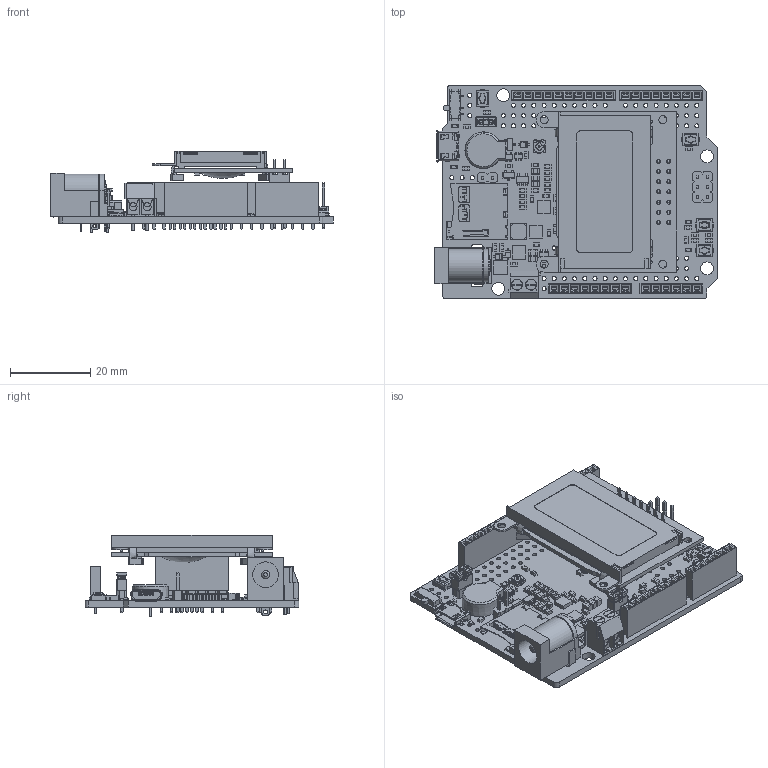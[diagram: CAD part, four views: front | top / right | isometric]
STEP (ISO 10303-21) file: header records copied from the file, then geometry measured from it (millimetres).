
FILE_DESCRIPTION (( 'STEP AP214' ), '1' );
FILE_NAME ('a-star-32u4-prime-lv.step', '2017-08-10T22:48:19', ( '' ), ( '' ), 'SwSTEP 2.0', 'SolidWorks 2016', '' );
FILE_SCHEMA (( 'AUTOMOTIVE_DESIGN' ));
Length unit declared in the file: millimetre
Products named in the file (1): a-star-32u4-prime-lv
Bounding box: 70.42 x 53.34 x 20.35 mm (x, y, z)
Volume: 14259.5 mm3; surface area: 23528 mm2
Topology: 18 solids, 18 shells, 7019 faces, 19403 edges, 12416 vertices
Faces by surface type: plane 5474, cylinder 1201, bspline 205, torus 61, sphere 61, cone 17
Full cylindrical faces by diameter (mm): 0.25 x1, 0.4 x10, 0.5 x2, 0.7 x8, 0.8 x8, 0.889 x2, 0.9 x2, 1 x2, 1.016 x175, 1.02 x14, 1.524 x4, 1.75 x1, 2 x9, 2.5 x1, 2.65 x2, 2.75 x2, 3 x1, 3.2 x4, 6.4 x1
Entity records: 303929 total; most frequent: CARTESIAN_POINT 48474, ORIENTED_EDGE 38106, DIRECTION 34146, EDGE_CURVE 19053, LINE 15942, VECTOR 15942, VERTEX_POINT 12369, AXIS2_PLACEMENT_3D 9102
